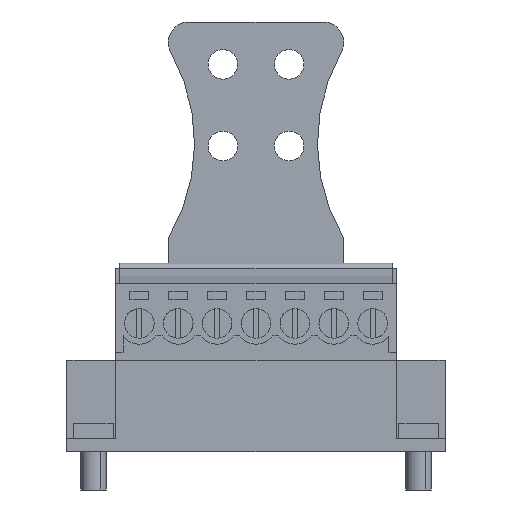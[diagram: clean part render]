
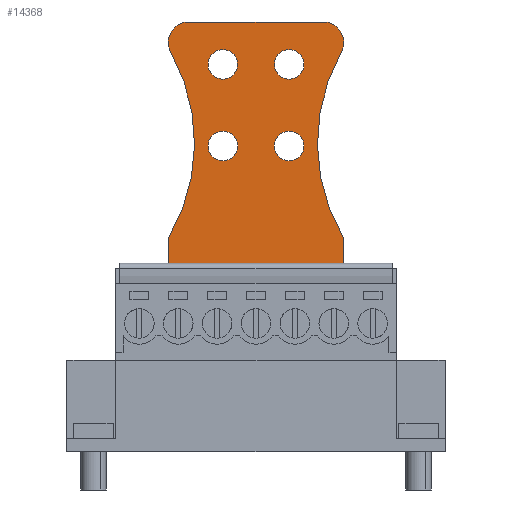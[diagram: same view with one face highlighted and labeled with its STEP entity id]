
A CAD part, front view. The second image highlights one B-rep face of the part: STEP entity #14368.
In plain terms, the highlighted planar face has unit normal (0, -1, 0).
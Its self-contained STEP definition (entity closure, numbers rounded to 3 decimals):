
#14251=AXIS2_PLACEMENT_3D('Plane Axis2P3D',#14248,#14249,#14250) ;
#14255=AXIS2_PLACEMENT_3D('Circle Axis2P3D',#14253,#14254,$) ;
#14262=AXIS2_PLACEMENT_3D('Circle Axis2P3D',#14260,#14261,$) ;
#14276=AXIS2_PLACEMENT_3D('Circle Axis2P3D',#14274,#14275,$) ;
#14283=AXIS2_PLACEMENT_3D('Circle Axis2P3D',#14281,#14282,$) ;
#14298=AXIS2_PLACEMENT_3D('Circle Axis2P3D',#14296,#14297,$) ;
#14307=AXIS2_PLACEMENT_3D('Circle Axis2P3D',#14305,#14306,$) ;
#14316=AXIS2_PLACEMENT_3D('Circle Axis2P3D',#14314,#14315,$) ;
#14325=AXIS2_PLACEMENT_3D('Circle Axis2P3D',#14323,#14324,$) ;
#14334=AXIS2_PLACEMENT_3D('Circle Axis2P3D',#14332,#14333,$) ;
#14343=AXIS2_PLACEMENT_3D('Circle Axis2P3D',#14341,#14342,$) ;
#14352=AXIS2_PLACEMENT_3D('Circle Axis2P3D',#14350,#14351,$) ;
#14361=AXIS2_PLACEMENT_3D('Circle Axis2P3D',#14359,#14360,$) ;
#14070=CARTESIAN_POINT('Vertex',(9.97,10.6,21.7)) ;
#14086=CARTESIAN_POINT('Vertex',(27.09,10.6,21.7)) ;
#14089=CARTESIAN_POINT('Line Origine',(18.53,10.6,21.7)) ;
#14107=CARTESIAN_POINT('Line Origine',(9.97,10.6,23.2)) ;
#14111=CARTESIAN_POINT('Vertex',(9.97,10.6,24.701)) ;
#14223=CARTESIAN_POINT('Vertex',(27.09,10.6,24.701)) ;
#14226=CARTESIAN_POINT('Line Origine',(27.09,10.6,23.2)) ;
#14248=CARTESIAN_POINT('Axis2P3D Location',(18.53,10.6,12.7)) ;
#14253=CARTESIAN_POINT('Axis2P3D Location',(42.745,10.6,33.973)) ;
#14257=CARTESIAN_POINT('Vertex',(26.874,10.6,42.872)) ;
#14260=CARTESIAN_POINT('Axis2P3D Location',(25.13,10.6,43.85)) ;
#14264=CARTESIAN_POINT('Vertex',(25.13,10.6,45.85)) ;
#14267=CARTESIAN_POINT('Line Origine',(18.53,10.6,45.85)) ;
#14271=CARTESIAN_POINT('Vertex',(11.93,10.6,45.85)) ;
#14274=CARTESIAN_POINT('Axis2P3D Location',(11.93,10.6,43.85)) ;
#14278=CARTESIAN_POINT('Vertex',(10.186,10.6,42.872)) ;
#14281=CARTESIAN_POINT('Axis2P3D Location',(-5.685,10.6,33.973)) ;
#14296=CARTESIAN_POINT('Axis2P3D Location',(21.78,10.6,33.7)) ;
#14300=CARTESIAN_POINT('Vertex',(20.33,10.6,33.7)) ;
#14302=CARTESIAN_POINT('Vertex',(23.23,10.6,33.7)) ;
#14305=CARTESIAN_POINT('Axis2P3D Location',(21.78,10.6,33.7)) ;
#14314=CARTESIAN_POINT('Axis2P3D Location',(15.28,10.6,33.7)) ;
#14318=CARTESIAN_POINT('Vertex',(13.83,10.6,33.7)) ;
#14320=CARTESIAN_POINT('Vertex',(16.73,10.6,33.7)) ;
#14323=CARTESIAN_POINT('Axis2P3D Location',(15.28,10.6,33.7)) ;
#14332=CARTESIAN_POINT('Axis2P3D Location',(15.28,10.6,41.7)) ;
#14336=CARTESIAN_POINT('Vertex',(16.73,10.6,41.7)) ;
#14338=CARTESIAN_POINT('Vertex',(13.83,10.6,41.7)) ;
#14341=CARTESIAN_POINT('Axis2P3D Location',(15.28,10.6,41.7)) ;
#14350=CARTESIAN_POINT('Axis2P3D Location',(21.78,10.6,41.7)) ;
#14354=CARTESIAN_POINT('Vertex',(23.23,10.6,41.7)) ;
#14356=CARTESIAN_POINT('Vertex',(20.33,10.6,41.7)) ;
#14359=CARTESIAN_POINT('Axis2P3D Location',(21.78,10.6,41.7)) ;
#14090=DIRECTION('Vector Direction',(-1.,0.,0.)) ;
#14108=DIRECTION('Vector Direction',(0.,0.,-1.)) ;
#14227=DIRECTION('Vector Direction',(0.,0.,1.)) ;
#14249=DIRECTION('Axis2P3D Direction',(0.,-1.,0.)) ;
#14250=DIRECTION('Axis2P3D XDirection',(1.,0.,0.)) ;
#14254=DIRECTION('Axis2P3D Direction',(0.,-1.,0.)) ;
#14261=DIRECTION('Axis2P3D Direction',(0.,-1.,0.)) ;
#14268=DIRECTION('Vector Direction',(1.,0.,0.)) ;
#14275=DIRECTION('Axis2P3D Direction',(0.,-1.,0.)) ;
#14282=DIRECTION('Axis2P3D Direction',(0.,-1.,0.)) ;
#14297=DIRECTION('Axis2P3D Direction',(0.,-1.,0.)) ;
#14306=DIRECTION('Axis2P3D Direction',(0.,-1.,0.)) ;
#14315=DIRECTION('Axis2P3D Direction',(0.,-1.,0.)) ;
#14324=DIRECTION('Axis2P3D Direction',(0.,-1.,0.)) ;
#14333=DIRECTION('Axis2P3D Direction',(0.,-1.,0.)) ;
#14342=DIRECTION('Axis2P3D Direction',(0.,-1.,0.)) ;
#14351=DIRECTION('Axis2P3D Direction',(0.,-1.,0.)) ;
#14360=DIRECTION('Axis2P3D Direction',(0.,-1.,0.)) ;
#14091=VECTOR('Line Direction',#14090,1.) ;
#14109=VECTOR('Line Direction',#14108,1.) ;
#14228=VECTOR('Line Direction',#14227,1.) ;
#14269=VECTOR('Line Direction',#14268,1.) ;
#14287=ORIENTED_EDGE('',*,*,#14230,.T.) ;
#14288=ORIENTED_EDGE('',*,*,#14259,.F.) ;
#14289=ORIENTED_EDGE('',*,*,#14266,.T.) ;
#14290=ORIENTED_EDGE('',*,*,#14273,.F.) ;
#14291=ORIENTED_EDGE('',*,*,#14280,.T.) ;
#14292=ORIENTED_EDGE('',*,*,#14285,.F.) ;
#14293=ORIENTED_EDGE('',*,*,#14113,.T.) ;
#14294=ORIENTED_EDGE('',*,*,#14093,.F.) ;
#14311=ORIENTED_EDGE('',*,*,#14304,.F.) ;
#14312=ORIENTED_EDGE('',*,*,#14309,.F.) ;
#14329=ORIENTED_EDGE('',*,*,#14322,.F.) ;
#14330=ORIENTED_EDGE('',*,*,#14327,.F.) ;
#14347=ORIENTED_EDGE('',*,*,#14340,.F.) ;
#14348=ORIENTED_EDGE('',*,*,#14345,.F.) ;
#14365=ORIENTED_EDGE('',*,*,#14358,.F.) ;
#14366=ORIENTED_EDGE('',*,*,#14363,.F.) ;
#14313=FACE_BOUND('',#14310,.T.) ;
#14331=FACE_BOUND('',#14328,.T.) ;
#14349=FACE_BOUND('',#14346,.T.) ;
#14367=FACE_BOUND('',#14364,.T.) ;
#14368=ADVANCED_FACE('Strain relief',(#14295,#14313,#14331,#14349,#14367),#14252,.T.) ;
#14256=CIRCLE('generated circle',#14255,18.195) ;
#14263=CIRCLE('generated circle',#14262,2.) ;
#14277=CIRCLE('generated circle',#14276,2.) ;
#14284=CIRCLE('generated circle',#14283,18.195) ;
#14299=CIRCLE('generated circle',#14298,1.45) ;
#14308=CIRCLE('generated circle',#14307,1.45) ;
#14317=CIRCLE('generated circle',#14316,1.45) ;
#14326=CIRCLE('generated circle',#14325,1.45) ;
#14335=CIRCLE('generated circle',#14334,1.45) ;
#14344=CIRCLE('generated circle',#14343,1.45) ;
#14353=CIRCLE('generated circle',#14352,1.45) ;
#14362=CIRCLE('generated circle',#14361,1.45) ;
#14093=EDGE_CURVE('',#14087,#14071,#14092,.T.) ;
#14113=EDGE_CURVE('',#14112,#14071,#14110,.T.) ;
#14230=EDGE_CURVE('',#14087,#14224,#14229,.T.) ;
#14259=EDGE_CURVE('',#14258,#14224,#14256,.T.) ;
#14266=EDGE_CURVE('',#14258,#14265,#14263,.T.) ;
#14273=EDGE_CURVE('',#14272,#14265,#14270,.T.) ;
#14280=EDGE_CURVE('',#14272,#14279,#14277,.T.) ;
#14285=EDGE_CURVE('',#14112,#14279,#14284,.T.) ;
#14304=EDGE_CURVE('',#14301,#14303,#14299,.T.) ;
#14309=EDGE_CURVE('',#14303,#14301,#14308,.T.) ;
#14322=EDGE_CURVE('',#14319,#14321,#14317,.T.) ;
#14327=EDGE_CURVE('',#14321,#14319,#14326,.T.) ;
#14340=EDGE_CURVE('',#14337,#14339,#14335,.T.) ;
#14345=EDGE_CURVE('',#14339,#14337,#14344,.T.) ;
#14358=EDGE_CURVE('',#14355,#14357,#14353,.T.) ;
#14363=EDGE_CURVE('',#14357,#14355,#14362,.T.) ;
#14286=EDGE_LOOP('',(#14287,#14288,#14289,#14290,#14291,#14292,#14293,#14294)) ;
#14310=EDGE_LOOP('',(#14311,#14312)) ;
#14328=EDGE_LOOP('',(#14329,#14330)) ;
#14346=EDGE_LOOP('',(#14347,#14348)) ;
#14364=EDGE_LOOP('',(#14365,#14366)) ;
#14295=FACE_OUTER_BOUND('',#14286,.T.) ;
#14092=LINE('Line',#14089,#14091) ;
#14110=LINE('Line',#14107,#14109) ;
#14229=LINE('Line',#14226,#14228) ;
#14270=LINE('Line',#14267,#14269) ;
#14252=PLANE('',#14251) ;
#14071=VERTEX_POINT('',#14070) ;
#14087=VERTEX_POINT('',#14086) ;
#14112=VERTEX_POINT('',#14111) ;
#14224=VERTEX_POINT('',#14223) ;
#14258=VERTEX_POINT('',#14257) ;
#14265=VERTEX_POINT('',#14264) ;
#14272=VERTEX_POINT('',#14271) ;
#14279=VERTEX_POINT('',#14278) ;
#14301=VERTEX_POINT('',#14300) ;
#14303=VERTEX_POINT('',#14302) ;
#14319=VERTEX_POINT('',#14318) ;
#14321=VERTEX_POINT('',#14320) ;
#14337=VERTEX_POINT('',#14336) ;
#14339=VERTEX_POINT('',#14338) ;
#14355=VERTEX_POINT('',#14354) ;
#14357=VERTEX_POINT('',#14356) ;
